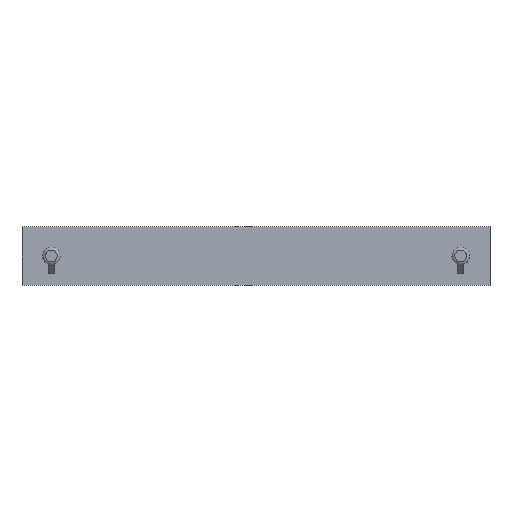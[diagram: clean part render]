
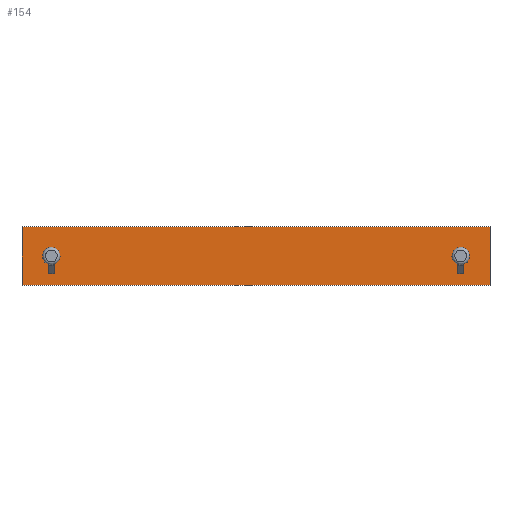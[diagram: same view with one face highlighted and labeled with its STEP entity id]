
A CAD part, top view. The second image highlights one B-rep face of the part: STEP entity #154.
In plain terms, the highlighted planar face has unit normal (0, 0, 1).
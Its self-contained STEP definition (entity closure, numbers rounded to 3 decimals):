
#27=CARTESIAN_POINT('',(80.,-40.,0.));
#28=DIRECTION('',(0.,0.,-1.));
#29=DIRECTION('',(-1.,0.,0.));
#30=AXIS2_PLACEMENT_3D('',#27,#28,#29);
#31=PLANE('',#30);
#32=CARTESIAN_POINT('',(9.,-46.,0.));
#33=VERTEX_POINT('',#32);
#34=CARTESIAN_POINT('',(9.,-41.118,0.));
#35=VERTEX_POINT('',#34);
#36=CARTESIAN_POINT('',(9.,-46.,0.));
#37=DIRECTION('',(0.,1.,0.));
#38=VECTOR('',#37,4.882);
#39=LINE('',#36,#38);
#40=EDGE_CURVE('',#33,#35,#39,.T.);
#41=ORIENTED_EDGE('',*,*,#40,.T.);
#42=CARTESIAN_POINT('',(11.5,-40.,0.));
#43=VERTEX_POINT('',#42);
#44=CARTESIAN_POINT('',(10.,-40.,0.));
#45=DIRECTION('',(0.,0.,-1.));
#46=DIRECTION('',(1.,0.,0.));
#47=AXIS2_PLACEMENT_3D('',#44,#45,#46);
#48=CIRCLE('',#47,1.5);
#49=EDGE_CURVE('',#35,#43,#48,.T.);
#50=ORIENTED_EDGE('',*,*,#49,.T.);
#51=CARTESIAN_POINT('',(11.,-41.118,0.));
#52=VERTEX_POINT('',#51);
#53=CARTESIAN_POINT('',(10.,-40.,0.));
#54=DIRECTION('',(0.,0.,-1.));
#55=DIRECTION('',(1.,0.,0.));
#56=AXIS2_PLACEMENT_3D('',#53,#54,#55);
#57=CIRCLE('',#56,1.5);
#58=EDGE_CURVE('',#43,#52,#57,.T.);
#59=ORIENTED_EDGE('',*,*,#58,.T.);
#60=CARTESIAN_POINT('',(11.,-46.,0.));
#61=VERTEX_POINT('',#60);
#62=CARTESIAN_POINT('',(11.,-46.,0.));
#63=DIRECTION('',(0.,1.,0.));
#64=VECTOR('',#63,4.882);
#65=LINE('',#62,#64);
#66=EDGE_CURVE('',#61,#52,#65,.T.);
#67=ORIENTED_EDGE('',*,*,#66,.F.);
#68=CARTESIAN_POINT('',(9.,-46.,0.));
#69=DIRECTION('',(1.,-0.,0.));
#70=VECTOR('',#69,2.);
#71=LINE('',#68,#70);
#72=EDGE_CURVE('',#33,#61,#71,.T.);
#73=ORIENTED_EDGE('',*,*,#72,.F.);
#74=EDGE_LOOP('',(#41,#50,#59,#67,#73));
#75=FACE_BOUND('',#74,.T.);
#76=CARTESIAN_POINT('',(0.,-50.,0.));
#77=VERTEX_POINT('',#76);
#78=CARTESIAN_POINT('',(0.,-30.,0.));
#79=VERTEX_POINT('',#78);
#80=CARTESIAN_POINT('',(0.,-50.,0.));
#81=DIRECTION('',(0.,1.,0.));
#82=VECTOR('',#81,20.);
#83=LINE('',#80,#82);
#84=EDGE_CURVE('',#77,#79,#83,.T.);
#85=ORIENTED_EDGE('',*,*,#84,.F.);
#86=CARTESIAN_POINT('',(160.,-50.,0.));
#87=VERTEX_POINT('',#86);
#88=CARTESIAN_POINT('',(160.,-50.,0.));
#89=DIRECTION('',(-1.,0.,0.));
#90=VECTOR('',#89,160.);
#91=LINE('',#88,#90);
#92=EDGE_CURVE('',#87,#77,#91,.T.);
#93=ORIENTED_EDGE('',*,*,#92,.F.);
#94=CARTESIAN_POINT('',(160.,-30.,0.));
#95=VERTEX_POINT('',#94);
#96=CARTESIAN_POINT('',(160.,-30.,0.));
#97=DIRECTION('',(0.,-1.,0.));
#98=VECTOR('',#97,20.);
#99=LINE('',#96,#98);
#100=EDGE_CURVE('',#95,#87,#99,.T.);
#101=ORIENTED_EDGE('',*,*,#100,.F.);
#102=CARTESIAN_POINT('',(0.,-30.,0.));
#103=DIRECTION('',(1.,0.,-0.));
#104=VECTOR('',#103,160.);
#105=LINE('',#102,#104);
#106=EDGE_CURVE('',#79,#95,#105,.T.);
#107=ORIENTED_EDGE('',*,*,#106,.F.);
#108=EDGE_LOOP('',(#85,#93,#101,#107));
#109=FACE_BOUND('',#108,.T.);
#110=CARTESIAN_POINT('',(148.5,-40.,0.));
#111=VERTEX_POINT('',#110);
#112=CARTESIAN_POINT('',(149.,-41.118,0.));
#113=VERTEX_POINT('',#112);
#114=CARTESIAN_POINT('',(150.,-40.,0.));
#115=DIRECTION('',(0.,0.,1.));
#116=DIRECTION('',(-1.,0.,0.));
#117=AXIS2_PLACEMENT_3D('',#114,#115,#116);
#118=CIRCLE('',#117,1.5);
#119=EDGE_CURVE('',#111,#113,#118,.T.);
#120=ORIENTED_EDGE('',*,*,#119,.F.);
#121=CARTESIAN_POINT('',(151.,-41.118,0.));
#122=VERTEX_POINT('',#121);
#123=CARTESIAN_POINT('',(150.,-40.,0.));
#124=DIRECTION('',(0.,0.,1.));
#125=DIRECTION('',(-1.,0.,0.));
#126=AXIS2_PLACEMENT_3D('',#123,#124,#125);
#127=CIRCLE('',#126,1.5);
#128=EDGE_CURVE('',#122,#111,#127,.T.);
#129=ORIENTED_EDGE('',*,*,#128,.F.);
#130=CARTESIAN_POINT('',(151.,-46.,0.));
#131=VERTEX_POINT('',#130);
#132=CARTESIAN_POINT('',(151.,-46.,0.));
#133=DIRECTION('',(-0.,1.,0.));
#134=VECTOR('',#133,4.882);
#135=LINE('',#132,#134);
#136=EDGE_CURVE('',#131,#122,#135,.T.);
#137=ORIENTED_EDGE('',*,*,#136,.F.);
#138=CARTESIAN_POINT('',(149.,-46.,0.));
#139=VERTEX_POINT('',#138);
#140=CARTESIAN_POINT('',(151.,-46.,0.));
#141=DIRECTION('',(-1.,-0.,0.));
#142=VECTOR('',#141,2.);
#143=LINE('',#140,#142);
#144=EDGE_CURVE('',#131,#139,#143,.T.);
#145=ORIENTED_EDGE('',*,*,#144,.T.);
#146=CARTESIAN_POINT('',(149.,-46.,0.));
#147=DIRECTION('',(-0.,1.,0.));
#148=VECTOR('',#147,4.882);
#149=LINE('',#146,#148);
#150=EDGE_CURVE('',#139,#113,#149,.T.);
#151=ORIENTED_EDGE('',*,*,#150,.T.);
#152=EDGE_LOOP('',(#120,#129,#137,#145,#151));
#153=FACE_BOUND('',#152,.T.);
#154=ADVANCED_FACE('',(#75,#109,#153),#31,.F.);
